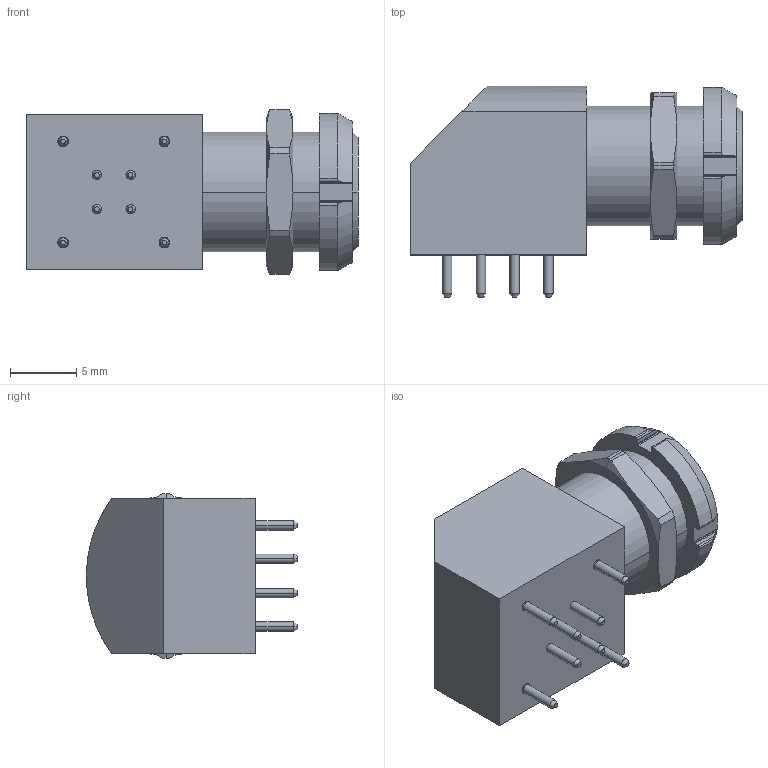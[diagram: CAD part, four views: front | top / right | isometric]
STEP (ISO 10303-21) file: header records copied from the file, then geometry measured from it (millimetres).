
FILE_DESCRIPTION(('STEP AP242'),'1');
FILE_NAME('exj_0b_304_hldz.stp','2020-06-01T03:46:07',('TraceParts'),('TraceParts S.A.'),'Spatial InterOp 3D',' ',' ');
FILE_SCHEMA(('AP242_MANAGED_MODEL_BASED_3D_ENGINEERING_MIM_LF {1 0 10303 442 1 1 4}'));
Length unit declared in the file: millimetre
Products named in the file (1): exj_0b_304_hldz_1
Bounding box: 25 x 15.9 x 12.4 mm (x, y, z)
Volume: 2680.2 mm3; surface area: 1669.9 mm2
Topology: 3 solids, 3 shells, 159 faces, 382 edges, 238 vertices
Faces by surface type: cylinder 68, cone 54, plane 37
Entity records: 6238 total; most frequent: CARTESIAN_POINT 1262, DIRECTION 792, ORIENTED_EDGE 764, EDGE_CURVE 382, AXIS2_PLACEMENT_3D 320, VERTEX_POINT 238, EDGE_LOOP 172, STYLED_ITEM 162
